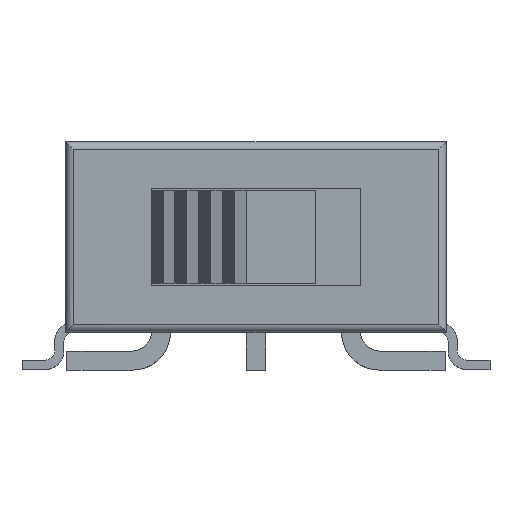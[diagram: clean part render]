
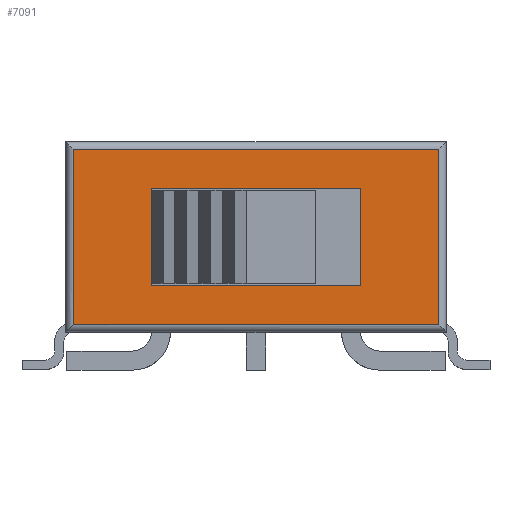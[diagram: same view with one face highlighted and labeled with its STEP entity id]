
A CAD part, top view. The second image highlights one B-rep face of the part: STEP entity #7091.
In plain terms, the highlighted planar face has unit normal (0, 0, 1).
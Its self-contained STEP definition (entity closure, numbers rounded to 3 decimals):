
#62 = DIRECTION ( 'NONE',  ( 0., 1., 0. ) ) ;
#271 = PLANE ( 'NONE',  #2124 ) ;
#304 = CARTESIAN_POINT ( 'NONE',  ( -5.368, -2.574, 9.2 ) ) ;
#346 = CARTESIAN_POINT ( 'NONE',  ( -5.588, 2.34, 9.2 ) ) ;
#405 = DIRECTION ( 'NONE',  ( 1., 0., 0. ) ) ;
#570 = LINE ( 'NONE', #4097, #8218 ) ;
#645 = CARTESIAN_POINT ( 'NONE',  ( -2.8, -2.574, 9.2 ) ) ;
#677 = EDGE_LOOP ( 'NONE', ( #3770, #8288, #8784, #6162, #5699, #714 ) ) ;
#714 = ORIENTED_EDGE ( 'NONE', *, *, #8894, .T. ) ;
#890 = LINE ( 'NONE', #8651, #4057 ) ;
#1028 = ORIENTED_EDGE ( 'NONE', *, *, #7393, .F. ) ;
#1327 = DIRECTION ( 'NONE',  ( 0., 1., 0. ) ) ;
#1551 = VERTEX_POINT ( 'NONE', #7785 ) ;
#1565 = DIRECTION ( 'NONE',  ( 0., 1., 0. ) ) ;
#1612 = CARTESIAN_POINT ( 'NONE',  ( 4.88, -2.34, 9.2 ) ) ;
#1838 = VERTEX_POINT ( 'NONE', #1612 ) ;
#1846 = CARTESIAN_POINT ( 'NONE',  ( 2.8, 1.3, 9.2 ) ) ;
#2053 = VERTEX_POINT ( 'NONE', #8946 ) ;
#2066 = VECTOR ( 'NONE', #8472, 1000. ) ;
#2124 = AXIS2_PLACEMENT_3D ( 'NONE', #304, #6630, #405 ) ;
#2276 = LINE ( 'NONE', #645, #7986 ) ;
#2284 = LINE ( 'NONE', #7613, #3182 ) ;
#2304 = CARTESIAN_POINT ( 'NONE',  ( -2.8, -1.245, 9.2 ) ) ;
#2324 = VERTEX_POINT ( 'NONE', #6916 ) ;
#2333 = VECTOR ( 'NONE', #6459, 1000. ) ;
#2344 = VERTEX_POINT ( 'NONE', #2659 ) ;
#2468 = VERTEX_POINT ( 'NONE', #5901 ) ;
#2472 = LINE ( 'NONE', #3218, #6631 ) ;
#2659 = CARTESIAN_POINT ( 'NONE',  ( -4.88, -2.34, 9.2 ) ) ;
#2729 = VERTEX_POINT ( 'NONE', #1846 ) ;
#2778 = EDGE_CURVE ( 'NONE', #2053, #2324, #2284, .T. ) ;
#2819 = CARTESIAN_POINT ( 'NONE',  ( -2.8, -2.574, 9.2 ) ) ;
#2907 = ORIENTED_EDGE ( 'NONE', *, *, #3333, .T. ) ;
#2953 = CARTESIAN_POINT ( 'NONE',  ( -2.8, 1.3, 9.2 ) ) ;
#3006 = LINE ( 'NONE', #4463, #2333 ) ;
#3182 = VECTOR ( 'NONE', #4197, 1000. ) ;
#3218 = CARTESIAN_POINT ( 'NONE',  ( 2.8, -2.574, 9.2 ) ) ;
#3333 = EDGE_CURVE ( 'NONE', #2344, #1838, #570, .T. ) ;
#3570 = CARTESIAN_POINT ( 'NONE',  ( -5.368, 1.3, 9.2 ) ) ;
#3711 = EDGE_CURVE ( 'NONE', #1551, #5783, #8427, .T. ) ;
#3770 = ORIENTED_EDGE ( 'NONE', *, *, #4689, .T. ) ;
#3895 = EDGE_LOOP ( 'NONE', ( #2907, #1028, #6339, #5661 ) ) ;
#4057 = VECTOR ( 'NONE', #1565, 1000. ) ;
#4097 = CARTESIAN_POINT ( 'NONE',  ( -5.368, -2.34, 9.2 ) ) ;
#4197 = DIRECTION ( 'NONE',  ( -1., 0., 0. ) ) ;
#4463 = CARTESIAN_POINT ( 'NONE',  ( -4.88, -2.574, 9.2 ) ) ;
#4544 = DIRECTION ( 'NONE',  ( 0., -1., 0. ) ) ;
#4601 = DIRECTION ( 'NONE',  ( 1., 0., 0. ) ) ;
#4689 = EDGE_CURVE ( 'NONE', #2729, #2053, #2472, .T. ) ;
#4859 = CARTESIAN_POINT ( 'NONE',  ( 4.88, 2.794, 9.2 ) ) ;
#5603 = VECTOR ( 'NONE', #8270, 1000. ) ;
#5661 = ORIENTED_EDGE ( 'NONE', *, *, #5793, .T. ) ;
#5699 = ORIENTED_EDGE ( 'NONE', *, *, #3711, .T. ) ;
#5783 = VERTEX_POINT ( 'NONE', #2953 ) ;
#5793 = EDGE_CURVE ( 'NONE', #2468, #2344, #3006, .T. ) ;
#5901 = CARTESIAN_POINT ( 'NONE',  ( -4.88, 2.34, 9.2 ) ) ;
#6011 = VECTOR ( 'NONE', #4601, 1000. ) ;
#6113 = LINE ( 'NONE', #3570, #2066 ) ;
#6162 = ORIENTED_EDGE ( 'NONE', *, *, #6189, .T. ) ;
#6189 = EDGE_CURVE ( 'NONE', #7713, #1551, #2276, .T. ) ;
#6339 = ORIENTED_EDGE ( 'NONE', *, *, #8078, .F. ) ;
#6357 = FACE_OUTER_BOUND ( 'NONE', #3895, .T. ) ;
#6459 = DIRECTION ( 'NONE',  ( 0., -1., 0. ) ) ;
#6630 = DIRECTION ( 'NONE',  ( 0., 0., 1. ) ) ;
#6631 = VECTOR ( 'NONE', #4544, 1000. ) ;
#6819 = FACE_BOUND ( 'NONE', #677, .T. ) ;
#6916 = CARTESIAN_POINT ( 'NONE',  ( -2.8, -1.3, 9.2 ) ) ;
#7091 = ADVANCED_FACE ( 'NONE', ( #6819, #6357 ), #271, .T. ) ;
#7393 = EDGE_CURVE ( 'NONE', #8171, #1838, #7794, .T. ) ;
#7613 = CARTESIAN_POINT ( 'NONE',  ( -5.368, -1.3, 9.2 ) ) ;
#7682 = LINE ( 'NONE', #346, #6011 ) ;
#7713 = VERTEX_POINT ( 'NONE', #2304 ) ;
#7785 = CARTESIAN_POINT ( 'NONE',  ( -2.8, 1.245, 9.2 ) ) ;
#7794 = LINE ( 'NONE', #4859, #5603 ) ;
#7986 = VECTOR ( 'NONE', #62, 1000. ) ;
#8078 = EDGE_CURVE ( 'NONE', #2468, #8171, #7682, .T. ) ;
#8171 = VERTEX_POINT ( 'NONE', #8480 ) ;
#8218 = VECTOR ( 'NONE', #8268, 1000. ) ;
#8268 = DIRECTION ( 'NONE',  ( 1., 0., 0. ) ) ;
#8270 = DIRECTION ( 'NONE',  ( 0., -1., 0. ) ) ;
#8271 = EDGE_CURVE ( 'NONE', #2324, #7713, #890, .T. ) ;
#8288 = ORIENTED_EDGE ( 'NONE', *, *, #2778, .T. ) ;
#8317 = VECTOR ( 'NONE', #1327, 1000. ) ;
#8427 = LINE ( 'NONE', #2819, #8317 ) ;
#8472 = DIRECTION ( 'NONE',  ( 1., 0., 0. ) ) ;
#8480 = CARTESIAN_POINT ( 'NONE',  ( 4.88, 2.34, 9.2 ) ) ;
#8651 = CARTESIAN_POINT ( 'NONE',  ( -2.8, -2.574, 9.2 ) ) ;
#8784 = ORIENTED_EDGE ( 'NONE', *, *, #8271, .T. ) ;
#8894 = EDGE_CURVE ( 'NONE', #5783, #2729, #6113, .T. ) ;
#8946 = CARTESIAN_POINT ( 'NONE',  ( 2.8, -1.3, 9.2 ) ) ;
